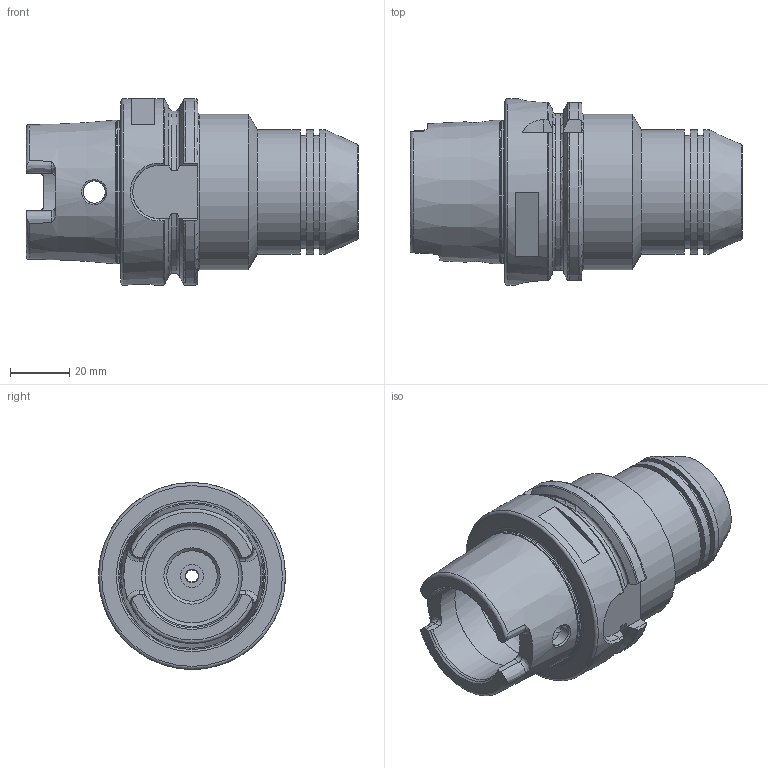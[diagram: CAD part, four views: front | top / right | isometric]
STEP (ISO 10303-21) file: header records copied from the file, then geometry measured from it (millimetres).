
FILE_DESCRIPTION(/* description */ (''),/* implementation_level */ '2;1');
FILE_NAME(/* name */ 'HSK063A-HC050-0315 v1.step',/* time_stamp */ '2021-08-16T14:07:04-05:00',/* author */ (''),/* organization */ (''),/* preprocessor_version */ 'ST-DEVELOPER v18.1',/* originating_system */ 'Autodesk Translation Framework v10.9.0.1377',/* authorisation */ '');
FILE_SCHEMA (('AUTOMOTIVE_DESIGN { 1 0 10303 214 3 1 1 }'));
Length unit declared in the file: millimetre
Products named in the file (2): HSK063A-HC050-0315; SCW-HC-M8-C v1
Assembly tree (1 placements, depth 2):
  HSK063A-HC050-0315
    SCW-HC-M8-C v1
Bounding box: 112 x 63 x 63 mm (x, y, z)
Volume: 159823.7 mm3; surface area: 32580.1 mm2
Topology: 2 solids, 2 shells, 167 faces, 421 edges, 276 vertices
Faces by surface type: plane 74, cylinder 36, torus 25, cone 19, bspline 13
Full cylindrical faces by diameter (mm): 4.5 x1, 6.5 x1, 6.779 x1, 7.5 x2, 7.866 x1, 8 x1, 10 x1, 12.7 x1, 13 x1, 14 x1, 17 x1, 19 x1, 34 x2, 38.15 x2, 40 x1, 42 x3, 48.241 x1, 52.5 x1, 63 x1
Entity records: 6525 total; most frequent: CARTESIAN_POINT 2605, ORIENTED_EDGE 842, DIRECTION 757, EDGE_CURVE 421, AXIS2_PLACEMENT_3D 310, VERTEX_POINT 276, EDGE_LOOP 193, FACE_OUTER_BOUND 167
